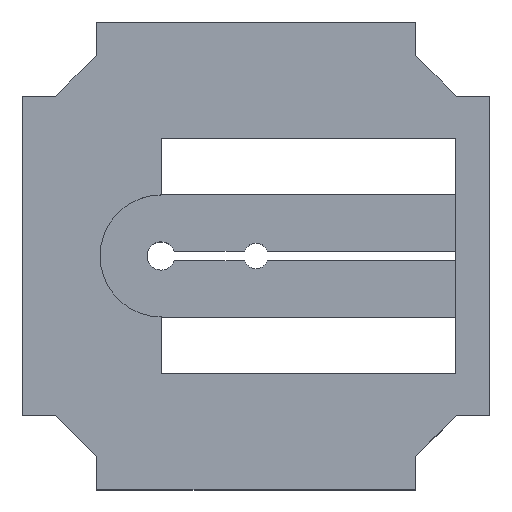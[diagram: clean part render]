
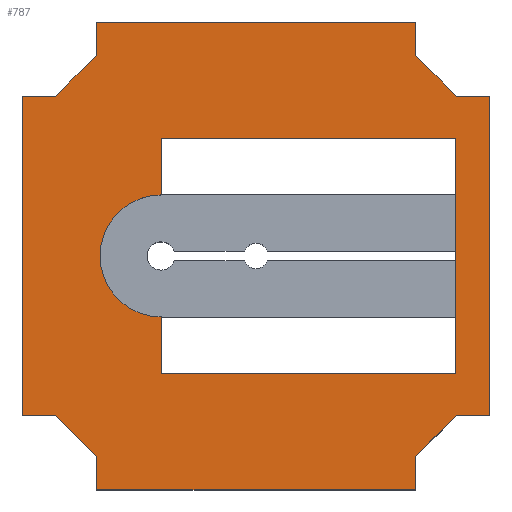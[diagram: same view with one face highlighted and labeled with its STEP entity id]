
A CAD part, top view. The second image highlights one B-rep face of the part: STEP entity #787.
In plain terms, the highlighted planar face has unit normal (0, 0, 1).
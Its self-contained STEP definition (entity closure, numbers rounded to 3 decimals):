
#22=FACE_BOUND('',#85,.T.);
#29=CIRCLE('',#848,6.5);
#44=FACE_OUTER_BOUND('',#84,.T.);
#84=EDGE_LOOP('',(#527,#528,#529,#530,#531,#532,#533,#534,#535,#536,#537,
#538,#539,#540,#541,#542));
#85=EDGE_LOOP('',(#543,#544,#545,#546,#547,#548));
#132=LINE('',#1119,#233);
#134=LINE('',#1124,#235);
#135=LINE('',#1126,#236);
#136=LINE('',#1128,#237);
#137=LINE('',#1130,#238);
#138=LINE('',#1132,#239);
#139=LINE('',#1134,#240);
#140=LINE('',#1136,#241);
#141=LINE('',#1138,#242);
#142=LINE('',#1140,#243);
#143=LINE('',#1142,#244);
#144=LINE('',#1144,#245);
#145=LINE('',#1146,#246);
#146=LINE('',#1148,#247);
#147=LINE('',#1150,#248);
#148=LINE('',#1152,#249);
#149=LINE('',#1153,#250);
#150=LINE('',#1155,#251);
#151=LINE('',#1157,#252);
#152=LINE('',#1161,#253);
#153=LINE('',#1162,#254);
#233=VECTOR('',#906,10.);
#235=VECTOR('',#910,10.);
#236=VECTOR('',#911,10.);
#237=VECTOR('',#912,10.);
#238=VECTOR('',#913,10.);
#239=VECTOR('',#914,10.);
#240=VECTOR('',#915,10.);
#241=VECTOR('',#916,10.);
#242=VECTOR('',#917,10.);
#243=VECTOR('',#918,10.);
#244=VECTOR('',#919,10.);
#245=VECTOR('',#920,10.);
#246=VECTOR('',#921,10.);
#247=VECTOR('',#922,10.);
#248=VECTOR('',#923,10.);
#249=VECTOR('',#924,10.);
#250=VECTOR('',#925,10.);
#251=VECTOR('',#926,10.);
#252=VECTOR('',#927,10.);
#253=VECTOR('',#930,10.);
#254=VECTOR('',#931,10.);
#334=VERTEX_POINT('',#1116);
#335=VERTEX_POINT('',#1118);
#336=VERTEX_POINT('',#1122);
#337=VERTEX_POINT('',#1123);
#338=VERTEX_POINT('',#1125);
#339=VERTEX_POINT('',#1127);
#340=VERTEX_POINT('',#1129);
#341=VERTEX_POINT('',#1131);
#342=VERTEX_POINT('',#1133);
#343=VERTEX_POINT('',#1135);
#344=VERTEX_POINT('',#1137);
#345=VERTEX_POINT('',#1139);
#346=VERTEX_POINT('',#1141);
#347=VERTEX_POINT('',#1143);
#348=VERTEX_POINT('',#1145);
#349=VERTEX_POINT('',#1147);
#350=VERTEX_POINT('',#1149);
#351=VERTEX_POINT('',#1151);
#352=VERTEX_POINT('',#1154);
#353=VERTEX_POINT('',#1156);
#354=VERTEX_POINT('',#1158);
#355=VERTEX_POINT('',#1160);
#410=EDGE_CURVE('',#335,#334,#132,.T.);
#412=EDGE_CURVE('',#336,#337,#134,.T.);
#413=EDGE_CURVE('',#337,#338,#135,.T.);
#414=EDGE_CURVE('',#338,#339,#136,.T.);
#415=EDGE_CURVE('',#339,#340,#137,.T.);
#416=EDGE_CURVE('',#340,#341,#138,.T.);
#417=EDGE_CURVE('',#341,#342,#139,.T.);
#418=EDGE_CURVE('',#342,#343,#140,.T.);
#419=EDGE_CURVE('',#343,#344,#141,.T.);
#420=EDGE_CURVE('',#344,#345,#142,.T.);
#421=EDGE_CURVE('',#345,#346,#143,.T.);
#422=EDGE_CURVE('',#346,#347,#144,.T.);
#423=EDGE_CURVE('',#347,#348,#145,.T.);
#424=EDGE_CURVE('',#348,#349,#146,.T.);
#425=EDGE_CURVE('',#349,#350,#147,.T.);
#426=EDGE_CURVE('',#350,#351,#148,.T.);
#427=EDGE_CURVE('',#351,#336,#149,.T.);
#428=EDGE_CURVE('',#334,#352,#150,.T.);
#429=EDGE_CURVE('',#352,#353,#151,.T.);
#430=EDGE_CURVE('',#353,#354,#29,.T.);
#431=EDGE_CURVE('',#354,#355,#152,.T.);
#432=EDGE_CURVE('',#355,#335,#153,.T.);
#527=ORIENTED_EDGE('',*,*,#412,.T.);
#528=ORIENTED_EDGE('',*,*,#413,.T.);
#529=ORIENTED_EDGE('',*,*,#414,.T.);
#530=ORIENTED_EDGE('',*,*,#415,.T.);
#531=ORIENTED_EDGE('',*,*,#416,.T.);
#532=ORIENTED_EDGE('',*,*,#417,.T.);
#533=ORIENTED_EDGE('',*,*,#418,.T.);
#534=ORIENTED_EDGE('',*,*,#419,.T.);
#535=ORIENTED_EDGE('',*,*,#420,.T.);
#536=ORIENTED_EDGE('',*,*,#421,.T.);
#537=ORIENTED_EDGE('',*,*,#422,.T.);
#538=ORIENTED_EDGE('',*,*,#423,.T.);
#539=ORIENTED_EDGE('',*,*,#424,.T.);
#540=ORIENTED_EDGE('',*,*,#425,.T.);
#541=ORIENTED_EDGE('',*,*,#426,.T.);
#542=ORIENTED_EDGE('',*,*,#427,.T.);
#543=ORIENTED_EDGE('',*,*,#428,.T.);
#544=ORIENTED_EDGE('',*,*,#429,.T.);
#545=ORIENTED_EDGE('',*,*,#430,.T.);
#546=ORIENTED_EDGE('',*,*,#431,.T.);
#547=ORIENTED_EDGE('',*,*,#432,.T.);
#548=ORIENTED_EDGE('',*,*,#410,.T.);
#754=PLANE('',#847);
#787=ADVANCED_FACE('',(#44,#22),#754,.T.);
#847=AXIS2_PLACEMENT_3D('',#1121,#908,#909);
#848=AXIS2_PLACEMENT_3D('',#1159,#928,#929);
#906=DIRECTION('',(0.,-1.,0.));
#908=DIRECTION('center_axis',(0.,0.,
1.));
#909=DIRECTION('ref_axis',(1.,0.,0.));
#910=DIRECTION('',(0.,1.,0.));
#911=DIRECTION('',(-1.,0.,0.));
#912=DIRECTION('',(-0.707,0.707,0.));
#913=DIRECTION('',(0.,1.,0.));
#914=DIRECTION('',(-1.,0.,0.));
#915=DIRECTION('',(0.,-1.,0.));
#916=DIRECTION('',(-0.707,-0.707,0.));
#917=DIRECTION('',(-1.,0.,0.));
#918=DIRECTION('',(0.,-1.,0.));
#919=DIRECTION('',(1.,0.,0.));
#920=DIRECTION('',(0.707,-0.707,0.));
#921=DIRECTION('',(0.,-1.,0.));
#922=DIRECTION('',(1.,0.,0.));
#923=DIRECTION('',(0.,1.,0.));
#924=DIRECTION('',(0.707,0.707,0.));
#925=DIRECTION('',(1.,0.,0.));
#926=DIRECTION('',(-1.,0.,0.));
#927=DIRECTION('',(0.,1.,0.));
#928=DIRECTION('center_axis',(0.,0.,
-1.));
#929=DIRECTION('ref_axis',(0.,-1.,0.));
#930=DIRECTION('',(0.,1.,0.));
#931=DIRECTION('',(1.,0.,0.));
#1116=CARTESIAN_POINT('',(-14.161,8.43,27.));
#1118=CARTESIAN_POINT('',(-14.161,33.43,27.));
#1119=CARTESIAN_POINT('',(-14.161,33.43,27.));
#1121=CARTESIAN_POINT('Origin',(-35.43,20.93,27.));
#1122=CARTESIAN_POINT('',(-10.53,3.93,27.));
#1123=CARTESIAN_POINT('',(-10.53,37.93,27.));
#1124=CARTESIAN_POINT('',(-10.53,3.93,27.));
#1125=CARTESIAN_POINT('',(-14.105,37.93,27.));
#1126=CARTESIAN_POINT('',(-10.53,37.93,27.));
#1127=CARTESIAN_POINT('',(-18.43,42.255,27.));
#1128=CARTESIAN_POINT('',(-14.105,37.93,27.));
#1129=CARTESIAN_POINT('',(-18.43,45.83,27.));
#1130=CARTESIAN_POINT('',(-18.43,42.255,27.));
#1131=CARTESIAN_POINT('',(-52.43,45.83,27.));
#1132=CARTESIAN_POINT('',(-18.43,45.83,27.));
#1133=CARTESIAN_POINT('',(-52.43,42.255,27.));
#1134=CARTESIAN_POINT('',(-52.43,45.83,27.));
#1135=CARTESIAN_POINT('',(-56.755,37.93,27.));
#1136=CARTESIAN_POINT('',(-52.43,42.255,27.));
#1137=CARTESIAN_POINT('',(-60.33,37.93,27.));
#1138=CARTESIAN_POINT('',(-56.755,37.93,27.));
#1139=CARTESIAN_POINT('',(-60.33,3.93,27.));
#1140=CARTESIAN_POINT('',(-60.33,37.93,27.));
#1141=CARTESIAN_POINT('',(-56.755,3.93,27.));
#1142=CARTESIAN_POINT('',(-60.33,3.93,27.));
#1143=CARTESIAN_POINT('',(-52.389,-0.437,27.));
#1144=CARTESIAN_POINT('',(-56.755,3.93,27.));
#1145=CARTESIAN_POINT('',(-52.389,-3.97,27.));
#1146=CARTESIAN_POINT('',(-52.389,-0.437,27.));
#1147=CARTESIAN_POINT('',(-18.43,-3.97,27.));
#1148=CARTESIAN_POINT('',(-52.389,-3.97,27.));
#1149=CARTESIAN_POINT('',(-18.43,-0.395,27.));
#1150=CARTESIAN_POINT('',(-18.43,-3.97,27.));
#1151=CARTESIAN_POINT('',(-14.105,3.93,27.));
#1152=CARTESIAN_POINT('',(-18.43,-0.395,27.));
#1153=CARTESIAN_POINT('',(-14.105,3.93,27.));
#1154=CARTESIAN_POINT('',(-45.53,8.43,27.));
#1155=CARTESIAN_POINT('',(-10.53,8.43,27.));
#1156=CARTESIAN_POINT('',(-45.53,14.43,27.));
#1157=CARTESIAN_POINT('',(-45.53,8.43,27.));
#1158=CARTESIAN_POINT('',(-45.53,27.43,27.));
#1159=CARTESIAN_POINT('Origin',(-45.53,20.93,27.));
#1160=CARTESIAN_POINT('',(-45.53,33.43,27.));
#1161=CARTESIAN_POINT('',(-45.53,27.43,27.));
#1162=CARTESIAN_POINT('',(-45.53,33.43,27.));
